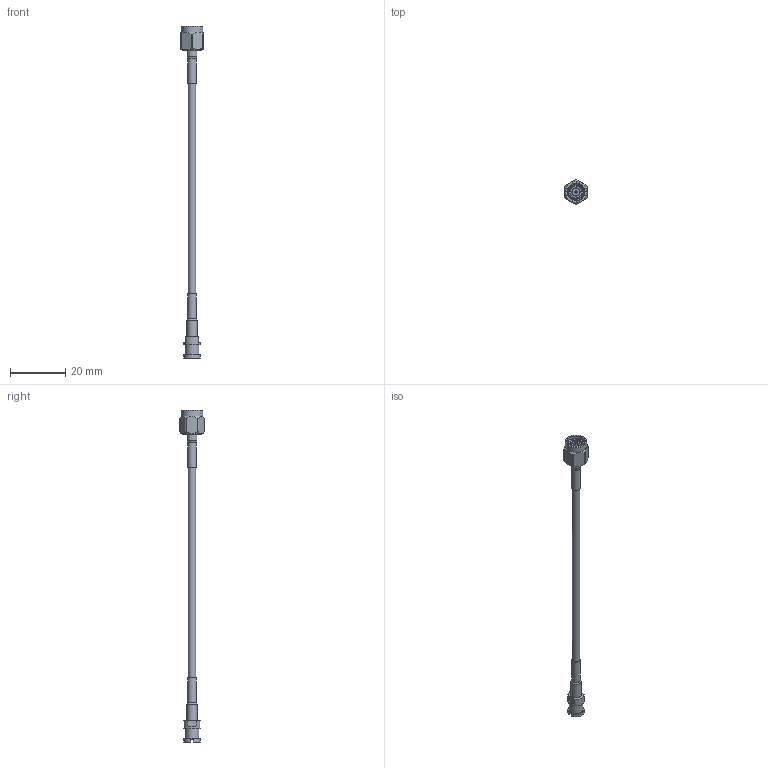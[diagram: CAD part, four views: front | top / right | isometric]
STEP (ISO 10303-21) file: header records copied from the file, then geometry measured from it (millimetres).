
FILE_DESCRIPTION (( 'STEP AP203' ), '1' );
FILE_NAME ('FMC0233085_3D.step', '2021-12-08T21:36:12', ( '' ), ( '' ), 'SwSTEP 2.0', 'SolidWorks 2021', '' );
FILE_SCHEMA (( 'CONFIG_CONTROL_DESIGN' ));
Length unit declared in the file: inch
Products named in the file (4): FMC0233085_3D; SC5161^FMC0233085_Heat Shrink; SC3020^FMC0233085_Heat Shrink; FM-F086^FMC0233085_FM-F086
Assembly tree (3 placements, depth 2):
  FMC0233085_3D
    FM-F086^FMC0233085_FM-F086
    SC3020^FMC0233085_Heat Shrink
    SC5161^FMC0233085_Heat Shrink
Bounding box: 8 x 9.02 x 120.2 mm (x, y, z)
Volume: 1117.7 mm3; surface area: 2104.2 mm2
Topology: 8 solids, 8 shells, 120 faces, 255 edges, 164 vertices
Faces by surface type: plane 50, cylinder 40, cone 22, bspline 5, torus 2, sphere 1
Full cylindrical faces by diameter (mm): 0.381 x1, 0.635 x1, 0.889 x1, 0.991 x1, 1.524 x1, 2.21 x1, 2.642 x1, 2.819 x2, 3.15 x2, 3.175 x1, 3.505 x1, 3.683 x1, 3.797 x1, 3.836 x1, 4.5 x2, 5.055 x1, 5.8 x1, 5.842 x1, 5.969 x1, 6.35 x1, 6.55 x2, 6.623 x2, 7.292 x1, 7.812 x1
Entity records: 4546 total; most frequent: CARTESIAN_POINT 1817, DIRECTION 506, ORIENTED_EDGE 390, AXIS2_PLACEMENT_3D 227, EDGE_CURVE 195, EDGE_LOOP 181, FACE_OUTER_BOUND 152, VERTEX_POINT 148
